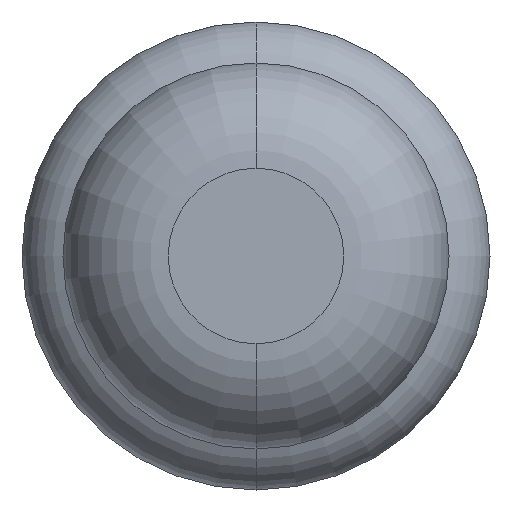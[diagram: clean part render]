
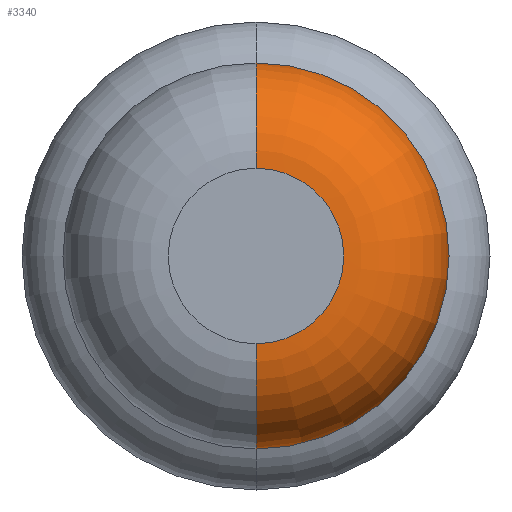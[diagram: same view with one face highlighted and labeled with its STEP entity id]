
A CAD part, front view. The second image highlights one B-rep face of the part: STEP entity #3340.
In plain terms, the highlighted toroidal (fillet/blend) face has major radius 0.375 mm and minor radius 0.45 mm.
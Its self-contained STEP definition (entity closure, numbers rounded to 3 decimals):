
#97 = ORIENTED_EDGE ( 'NONE', *, *, #2690, .F. ) ;
#252 = CARTESIAN_POINT ( 'NONE',  ( 0., -23.55, -0.825 ) ) ;
#464 = DIRECTION ( 'NONE',  ( 0., 1., 0. ) ) ;
#479 = CIRCLE ( 'NONE', #798, 0.45 ) ;
#518 = AXIS2_PLACEMENT_3D ( 'NONE', #1104, #2638, #3289 ) ;
#588 = VERTEX_POINT ( 'NONE', #252 ) ;
#593 = EDGE_LOOP ( 'NONE', ( #2909, #1184, #97, #2761 ) ) ;
#597 = CARTESIAN_POINT ( 'NONE',  ( 0., -24., 0.375 ) ) ;
#798 = AXIS2_PLACEMENT_3D ( 'NONE', #3225, #3237, #2587 ) ;
#1058 = AXIS2_PLACEMENT_3D ( 'NONE', #3708, #2813, #2462 ) ;
#1090 = VERTEX_POINT ( 'NONE', #597 ) ;
#1104 = CARTESIAN_POINT ( 'NONE',  ( 0., -23.55, 0. ) ) ;
#1184 = ORIENTED_EDGE ( 'NONE', *, *, #2553, .T. ) ;
#1185 = EDGE_CURVE ( 'NONE', #1090, #3533, #479, .T. ) ;
#1262 = CARTESIAN_POINT ( 'NONE',  ( 0., -23.55, -0.375 ) ) ;
#1407 = VERTEX_POINT ( 'NONE', #2090 ) ;
#1853 = AXIS2_PLACEMENT_3D ( 'NONE', #3573, #464, #2622 ) ;
#1946 = CIRCLE ( 'NONE', #1058, 0.375 ) ;
#2076 = FACE_OUTER_BOUND ( 'NONE', #593, .T. ) ;
#2090 = CARTESIAN_POINT ( 'NONE',  ( 0., -24., -0.375 ) ) ;
#2185 = EDGE_CURVE ( 'Defeature ausgef�hrt1_6+Defeature ausgef�hrt1_5+Defeature ausgef�hrt1_5+Defeature ausgef�hrt1_5', #1090, #1407, #1946, .T. ) ;
#2222 = AXIS2_PLACEMENT_3D ( 'NONE', #1262, #2811, #3470 ) ;
#2462 = DIRECTION ( 'NONE',  ( 0., 0., 1. ) ) ;
#2553 = EDGE_CURVE ( 'NONE', #1407, #588, #3937, .T. ) ;
#2587 = DIRECTION ( 'NONE',  ( 0., 0., 1. ) ) ;
#2622 = DIRECTION ( 'NONE',  ( 0., 0., 1. ) ) ;
#2638 = DIRECTION ( 'NONE',  ( 0., 1., 0. ) ) ;
#2690 = EDGE_CURVE ( 'Defeature ausgef�hrt1_7+Defeature ausgef�hrt1_6+Defeature ausgef�hrt1_6+Defeature ausgef�hrt1_6', #3533, #588, #3425, .T. ) ;
#2696 = CARTESIAN_POINT ( 'NONE',  ( 0., -23.55, 0.825 ) ) ;
#2761 = ORIENTED_EDGE ( 'NONE', *, *, #1185, .F. ) ;
#2811 = DIRECTION ( 'NONE',  ( 1., 0., 0. ) ) ;
#2813 = DIRECTION ( 'NONE',  ( 0., 1., 0. ) ) ;
#2909 = ORIENTED_EDGE ( 'NONE', *, *, #2185, .T. ) ;
#3181 = TOROIDAL_SURFACE ( 'NONE', #518, 0.375, 0.45 ) ;
#3225 = CARTESIAN_POINT ( 'NONE',  ( 0., -23.55, 0.375 ) ) ;
#3237 = DIRECTION ( 'NONE',  ( -1., 0., 0. ) ) ;
#3289 = DIRECTION ( 'NONE',  ( 0., 0., 1. ) ) ;
#3340 = ADVANCED_FACE ( 'Defeature ausgef�hrt1_6', ( #2076 ), #3181, .T. ) ;
#3425 = CIRCLE ( 'NONE', #1853, 0.825 ) ;
#3470 = DIRECTION ( 'NONE',  ( 0., 0., -1. ) ) ;
#3533 = VERTEX_POINT ( 'NONE', #2696 ) ;
#3573 = CARTESIAN_POINT ( 'NONE',  ( 0., -23.55, 0. ) ) ;
#3708 = CARTESIAN_POINT ( 'NONE',  ( 0., -24., 0. ) ) ;
#3937 = CIRCLE ( 'NONE', #2222, 0.45 ) ;
